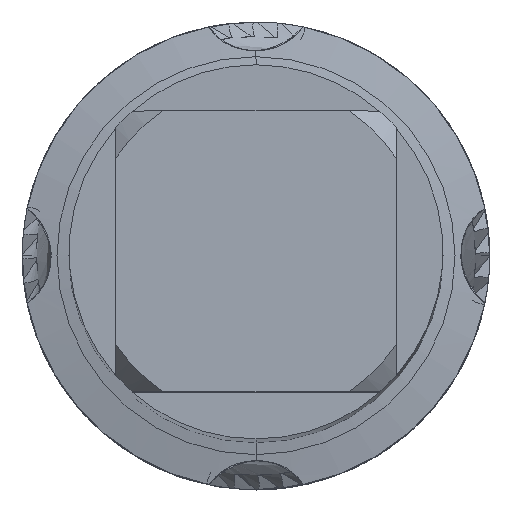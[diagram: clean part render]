
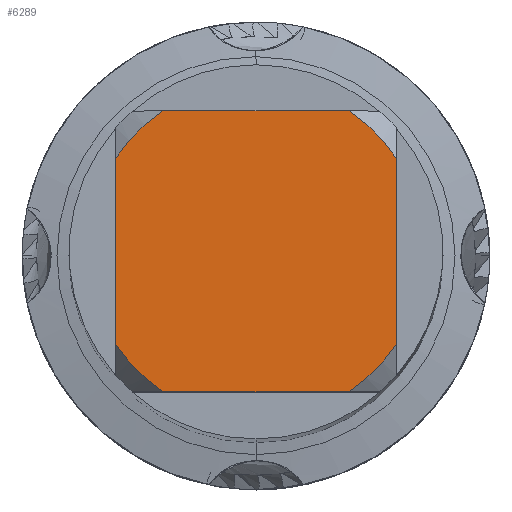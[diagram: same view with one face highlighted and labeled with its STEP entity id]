
A CAD part, top view. The second image highlights one B-rep face of the part: STEP entity #6289.
In plain terms, the highlighted planar face has unit normal (0, 0, 1).
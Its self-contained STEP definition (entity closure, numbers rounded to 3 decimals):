
#2379=VERTEX_POINT('',#7086);
#2479=EDGE_CURVE('',#3555,#2771,#7194,.T.);
#2771=VERTEX_POINT('',#7511);
#2875=EDGE_CURVE('',#2379,#3863,#7626,.T.);
#3555=VERTEX_POINT('',#8364);
#3791=EDGE_CURVE('',#4455,#6035,#8620,.T.);
#3863=VERTEX_POINT('',#8696);
#4189=EDGE_CURVE('',#7061,#3863,#9049,.T.);
#4253=EDGE_CURVE('',#4455,#4537,#9120,.T.);
#4381=EDGE_CURVE('',#7061,#2771,#9258,.T.);
#4455=VERTEX_POINT('',#9341);
#4537=VERTEX_POINT('',#9428);
#5433=EDGE_CURVE('',#2379,#6035,#10410,.T.);
#5887=EDGE_CURVE('',#3555,#4537,#10899,.T.);
#6035=VERTEX_POINT('',#11060);
#6289=ADVANCED_FACE('',(#11338),#11339,.T.);
#7061=VERTEX_POINT('',#12179);
#7086=CARTESIAN_POINT('',(6.0,-3.98,0.0));
#7194=CIRCLE('',#12478,7.2);
#7511=CARTESIAN_POINT('',(-3.98,6.0,0.0));
#7626=LINE('',#13843,#13844);
#8364=CARTESIAN_POINT('',(-6.0,3.98,0.0));
#8620=LINE('',#16398,#16399);
#8696=CARTESIAN_POINT('',(6.0,3.98,0.0));
#9049=CIRCLE('',#17631,7.2);
#9120=CIRCLE('',#17777,7.2);
#9258=LINE('',#18069,#18070);
#9341=CARTESIAN_POINT('',(-3.98,-6.0,0.0));
#9428=CARTESIAN_POINT('',(-6.0,-3.98,0.0));
#10410=CIRCLE('',#21576,7.2);
#10899=LINE('',#22777,#22778);
#11060=CARTESIAN_POINT('',(3.98,-6.0,0.0));
#11338=FACE_OUTER_BOUND('',#24123,.T.);
#11339=PLANE('',#24124);
#12179=CARTESIAN_POINT('',(3.98,6.0,0.0));
#12478=AXIS2_PLACEMENT_3D('',#26734,#26735,#26736);
#13843=CARTESIAN_POINT('',(6.0,1.8,0.0));
#13844=VECTOR('',#27274,1.0);
#16398=CARTESIAN_POINT('',(0.0,-6.0,0.0));
#16399=VECTOR('',#28250,1.0);
#17631=AXIS2_PLACEMENT_3D('',#28768,#28769,#28770);
#17777=AXIS2_PLACEMENT_3D('',#28849,#28850,#28851);
#18069=CARTESIAN_POINT('',(0.0,6.0,0.0));
#18070=VECTOR('',#28978,1.0);
#21576=AXIS2_PLACEMENT_3D('',#30292,#30293,#30294);
#22777=CARTESIAN_POINT('',(-6.0,1.8,0.0));
#22778=VECTOR('',#30741,1.0);
#24123=EDGE_LOOP('',(#31183,#31184,#31185,#31186,#31187,#31188,#31189,#31190));
#24124=AXIS2_PLACEMENT_3D('',#31191,#31192,#31193);
#26734=CARTESIAN_POINT('',(0.0,0.0,0.0));
#26735=DIRECTION('',(0.0,0.0,-1.0));
#26736=DIRECTION('',(0.0,1.0,0.0));
#27274=DIRECTION('',(-0.0,1.0,0.0));
#28250=DIRECTION('',(1.0,0.0,0.0));
#28768=CARTESIAN_POINT('',(0.0,0.0,0.0));
#28769=DIRECTION('',(0.0,0.0,-1.0));
#28770=DIRECTION('',(0.0,1.0,0.0));
#28849=CARTESIAN_POINT('',(0.0,0.0,0.0));
#28850=DIRECTION('',(0.0,0.0,-1.0));
#28851=DIRECTION('',(0.0,1.0,0.0));
#28978=DIRECTION('',(-1.0,0.0,0.0));
#30292=CARTESIAN_POINT('',(0.0,0.0,0.0));
#30293=DIRECTION('',(0.0,0.0,-1.0));
#30294=DIRECTION('',(0.0,1.0,0.0));
#30741=DIRECTION('',(-0.0,-1.0,0.0));
#31183=ORIENTED_EDGE('',*,*,#5887,.T.);
#31184=ORIENTED_EDGE('',*,*,#4253,.F.);
#31185=ORIENTED_EDGE('',*,*,#3791,.T.);
#31186=ORIENTED_EDGE('',*,*,#5433,.F.);
#31187=ORIENTED_EDGE('',*,*,#2875,.T.);
#31188=ORIENTED_EDGE('',*,*,#4189,.F.);
#31189=ORIENTED_EDGE('',*,*,#4381,.T.);
#31190=ORIENTED_EDGE('',*,*,#2479,.F.);
#31191=CARTESIAN_POINT('',(0.0,3.6,0.0));
#31192=DIRECTION('',(-0.0,0.0,1.0));
#31193=DIRECTION('',(0.0,-1.0,0.0));
